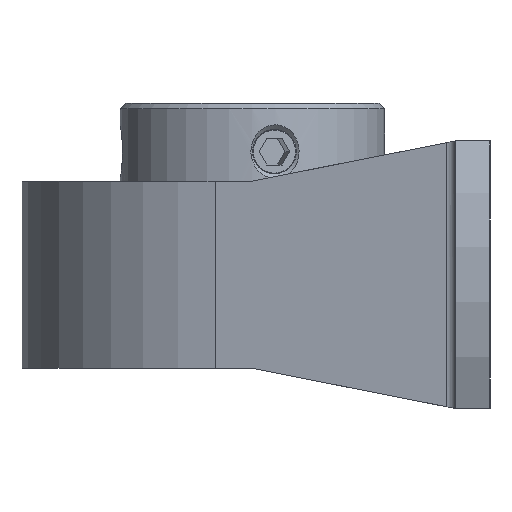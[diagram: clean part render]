
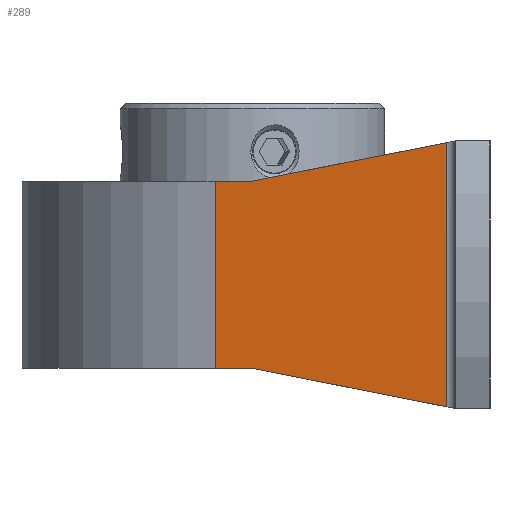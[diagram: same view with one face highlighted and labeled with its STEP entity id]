
A CAD part, left-side view. The second image highlights one B-rep face of the part: STEP entity #289.
In plain terms, the highlighted planar face has unit normal (-0.987, 0.162, 0).
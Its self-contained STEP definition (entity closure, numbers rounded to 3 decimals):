
#289 = ADVANCED_FACE( '', ( #584 ), #585, .F. );
#584 = FACE_OUTER_BOUND( '', #962, .T. );
#585 = PLANE( '', #963 );
#962 = EDGE_LOOP( '', ( #1605, #1606, #1607, #1608, #1609, #1610 ) );
#963 = AXIS2_PLACEMENT_3D( '', #1611, #1612, #1613 );
#1605 = ORIENTED_EDGE( '', *, *, #1769, .F. );
#1606 = ORIENTED_EDGE( '', *, *, #1793, .F. );
#1607 = ORIENTED_EDGE( '', *, *, #1838, .T. );
#1608 = ORIENTED_EDGE( '', *, *, #1843, .F. );
#1609 = ORIENTED_EDGE( '', *, *, #1886, .F. );
#1610 = ORIENTED_EDGE( '', *, *, #1938, .F. );
#1611 = CARTESIAN_POINT( '', ( -21.316, 25.692, 25. ) );
#1612 = DIRECTION( '', ( 0.987, -0.162, 0. ) );
#1613 = DIRECTION( '', ( 0.162, 0.987, 0. ) );
#1769 = EDGE_CURVE( '', #2097, #2099, #2100, .T. );
#1793 = EDGE_CURVE( '', #2136, #2097, #2138, .T. );
#1838 = EDGE_CURVE( '', #2136, #2203, #2205, .T. );
#1843 = EDGE_CURVE( '', #2211, #2203, #2213, .T. );
#1886 = EDGE_CURVE( '', #2269, #2211, #2271, .T. );
#1938 = EDGE_CURVE( '', #2099, #2269, #2334, .T. );
#2097 = VERTEX_POINT( '', #2782 );
#2099 = VERTEX_POINT( '', #2785 );
#2100 = LINE( '', #2786, #2787 );
#2136 = VERTEX_POINT( '', #2833 );
#2138 = LINE( '', #2835, #2836 );
#2203 = VERTEX_POINT( '', #2917 );
#2205 = LINE( '', #2919, #2920 );
#2211 = VERTEX_POINT( '', #2927 );
#2213 = LINE( '', #2930, #2931 );
#2269 = VERTEX_POINT( '', #3038 );
#2271 = LINE( '', #3040, #3041 );
#2334 = LINE( '', #3117, #3118 );
#2782 = CARTESIAN_POINT( '', ( -21.888, 22.2, 8.75 ) );
#2785 = CARTESIAN_POINT( '', ( -24.863, 4.038, 12.335 ) );
#2786 = CARTESIAN_POINT( '', ( -21.83, 22.555, 8.68 ) );
#2787 = VECTOR( '', #3236, 1000. );
#2833 = CARTESIAN_POINT( '', ( -21.316, 25.692, 8.75 ) );
#2835 = CARTESIAN_POINT( '', ( -21.316, 25.692, 8.75 ) );
#2836 = VECTOR( '', #3277, 1000. );
#2917 = CARTESIAN_POINT( '', ( -21.316, 25.692, -8.75 ) );
#2919 = CARTESIAN_POINT( '', ( -21.316, 25.692, 25. ) );
#2920 = VECTOR( '', #3336, 1000. );
#2927 = CARTESIAN_POINT( '', ( -21.888, 22.2, -8.75 ) );
#2930 = CARTESIAN_POINT( '', ( -21.316, 25.692, -8.75 ) );
#2931 = VECTOR( '', #3342, 1000. );
#3038 = CARTESIAN_POINT( '', ( -24.863, 4.038, -12.335 ) );
#3040 = CARTESIAN_POINT( '', ( -20.313, 31.814, -6.853 ) );
#3041 = VECTOR( '', #3399, 1000. );
#3117 = CARTESIAN_POINT( '', ( -24.863, 4.038, 25. ) );
#3118 = VECTOR( '', #3446, 1000. );
#3236 = DIRECTION( '', ( -0.159, -0.969, 0.191 ) );
#3277 = DIRECTION( '', ( -0.162, -0.987, 0. ) );
#3336 = DIRECTION( '', ( 0., 0., -1. ) );
#3342 = DIRECTION( '', ( 0.162, 0.987, 0. ) );
#3399 = DIRECTION( '', ( 0.159, 0.969, 0.191 ) );
#3446 = DIRECTION( '', ( 0., 0., -1. ) );
